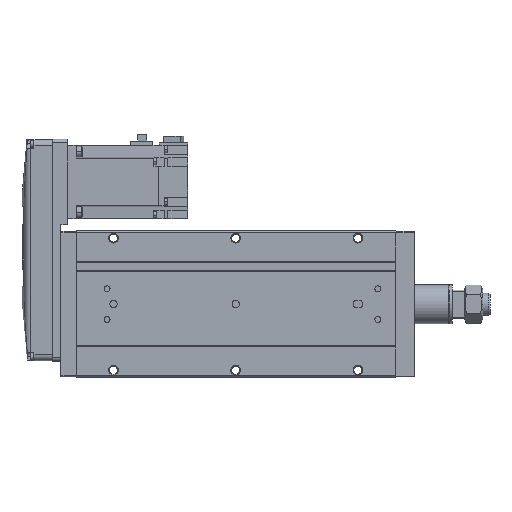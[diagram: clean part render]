
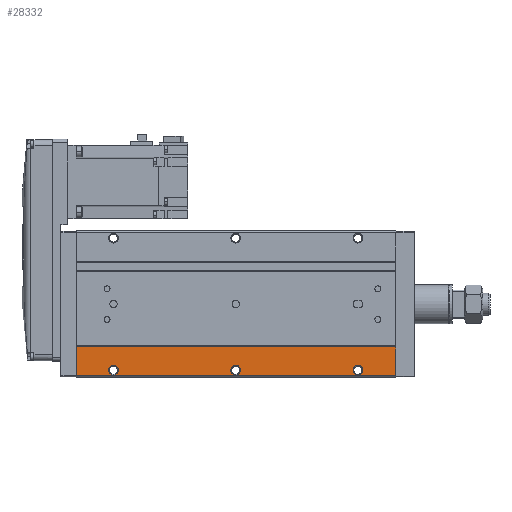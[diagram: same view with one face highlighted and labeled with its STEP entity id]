
A CAD part, front view. The second image highlights one B-rep face of the part: STEP entity #28332.
In plain terms, the highlighted planar face has unit normal (0, -1, 0).
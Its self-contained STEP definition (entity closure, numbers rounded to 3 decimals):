
#170 = DIRECTION ( 'NONE',  ( 0., -1., 0. ) ) ;
#387 = VERTEX_POINT ( 'NONE', #26818 ) ;
#491 = EDGE_CURVE ( 'NONE', #870, #387, #27842, .T. ) ;
#746 = CARTESIAN_POINT ( 'NONE',  ( 261., 0., -35. ) ) ;
#870 = VERTEX_POINT ( 'NONE', #746 ) ;
#1733 = ORIENTED_EDGE ( 'NONE', *, *, #12105, .T. ) ;
#2124 = VERTEX_POINT ( 'NONE', #12896 ) ;
#2183 = DIRECTION ( 'NONE',  ( 1., 0., 0. ) ) ;
#2636 = VERTEX_POINT ( 'NONE', #27492 ) ;
#2643 = LINE ( 'NONE', #3226, #26317 ) ;
#2712 = EDGE_LOOP ( 'NONE', ( #25581, #26641 ) ) ;
#2838 = CARTESIAN_POINT ( 'NONE',  ( 130., 0., -58. ) ) ;
#3132 = CARTESIAN_POINT ( 'NONE',  ( 0., 0., -35. ) ) ;
#3226 = CARTESIAN_POINT ( 'NONE',  ( 261., 0., -58.5 ) ) ;
#3266 = CARTESIAN_POINT ( 'NONE',  ( 230., 0., -58. ) ) ;
#3483 = EDGE_LOOP ( 'NONE', ( #16157, #27083 ) ) ;
#3487 = EDGE_CURVE ( 'NONE', #8703, #23921, #13676, .T. ) ;
#3865 = ORIENTED_EDGE ( 'NONE', *, *, #5667, .T. ) ;
#3947 = DIRECTION ( 'NONE',  ( 0., 1., 0. ) ) ;
#4358 = VERTEX_POINT ( 'NONE', #14168 ) ;
#4714 = EDGE_CURVE ( 'NONE', #23921, #8703, #8040, .T. ) ;
#4842 = AXIS2_PLACEMENT_3D ( 'NONE', #26069, #13300, #13445 ) ;
#5015 = CARTESIAN_POINT ( 'NONE',  ( 230., 0., -50. ) ) ;
#5111 = DIRECTION ( 'NONE',  ( 0., 0., -1. ) ) ;
#5538 = VERTEX_POINT ( 'NONE', #2838 ) ;
#5555 = CIRCLE ( 'NONE', #18159, 4. ) ;
#5667 = EDGE_CURVE ( 'NONE', #24169, #4358, #23009, .T. ) ;
#6582 = DIRECTION ( 'NONE',  ( 0., -1., 0. ) ) ;
#8040 = CIRCLE ( 'NONE', #12257, 4. ) ;
#8438 = CARTESIAN_POINT ( 'NONE',  ( 261., 0., -35. ) ) ;
#8447 = DIRECTION ( 'NONE',  ( 0., -1., 0. ) ) ;
#8495 = EDGE_CURVE ( 'NONE', #2636, #2124, #12368, .T. ) ;
#8625 = CARTESIAN_POINT ( 'NONE',  ( 0., 0., -35. ) ) ;
#8703 = VERTEX_POINT ( 'NONE', #5015 ) ;
#8823 = ORIENTED_EDGE ( 'NONE', *, *, #18062, .F. ) ;
#9223 = DIRECTION ( 'NONE',  ( 0., 0., -1. ) ) ;
#9952 = CARTESIAN_POINT ( 'NONE',  ( 130., 0., -54. ) ) ;
#10045 = AXIS2_PLACEMENT_3D ( 'NONE', #19758, #170, #9223 ) ;
#10656 = DIRECTION ( 'NONE',  ( 0., 0., -1. ) ) ;
#11543 = DIRECTION ( 'NONE',  ( -1., 0., 0. ) ) ;
#12105 = EDGE_CURVE ( 'NONE', #870, #24169, #20731, .T. ) ;
#12257 = AXIS2_PLACEMENT_3D ( 'NONE', #24722, #18394, #5111 ) ;
#12368 = CIRCLE ( 'NONE', #10045, 4. ) ;
#12896 = CARTESIAN_POINT ( 'NONE',  ( 30., 0., -58. ) ) ;
#13091 = CARTESIAN_POINT ( 'NONE',  ( 130., 0., -54. ) ) ;
#13300 = DIRECTION ( 'NONE',  ( 0., -1., 0. ) ) ;
#13445 = DIRECTION ( 'NONE',  ( 0., 0., -1. ) ) ;
#13676 = CIRCLE ( 'NONE', #4842, 4. ) ;
#14168 = CARTESIAN_POINT ( 'NONE',  ( 0., 0., -58.5 ) ) ;
#15087 = ORIENTED_EDGE ( 'NONE', *, *, #8495, .F. ) ;
#16157 = ORIENTED_EDGE ( 'NONE', *, *, #4714, .F. ) ;
#16191 = DIRECTION ( 'NONE',  ( -1., 0., 0. ) ) ;
#16199 = EDGE_LOOP ( 'NONE', ( #3865, #27203, #24719, #1733 ) ) ;
#17232 = CARTESIAN_POINT ( 'NONE',  ( 30., 0., -54. ) ) ;
#18062 = EDGE_CURVE ( 'NONE', #2124, #2636, #22561, .T. ) ;
#18159 = AXIS2_PLACEMENT_3D ( 'NONE', #13091, #21751, #26448 ) ;
#18394 = DIRECTION ( 'NONE',  ( 0., -1., 0. ) ) ;
#18608 = DIRECTION ( 'NONE',  ( 0., 0., -1. ) ) ;
#18815 = AXIS2_PLACEMENT_3D ( 'NONE', #8438, #3947, #2183 ) ;
#18991 = CIRCLE ( 'NONE', #26006, 4. ) ;
#19376 = VECTOR ( 'NONE', #16191, 1000. ) ;
#19575 = FACE_OUTER_BOUND ( 'NONE', #16199, .T. ) ;
#19758 = CARTESIAN_POINT ( 'NONE',  ( 30., 0., -54. ) ) ;
#19913 = EDGE_CURVE ( 'NONE', #20743, #5538, #5555, .T. ) ;
#20694 = EDGE_CURVE ( 'NONE', #5538, #20743, #18991, .T. ) ;
#20731 = LINE ( 'NONE', #23363, #19376 ) ;
#20743 = VERTEX_POINT ( 'NONE', #22373 ) ;
#21246 = DIRECTION ( 'NONE',  ( 0., 0., -1. ) ) ;
#21751 = DIRECTION ( 'NONE',  ( 0., -1., 0. ) ) ;
#21862 = VECTOR ( 'NONE', #18608, 1000. ) ;
#22373 = CARTESIAN_POINT ( 'NONE',  ( 130., 0., -50. ) ) ;
#22561 = CIRCLE ( 'NONE', #26768, 4. ) ;
#23001 = CARTESIAN_POINT ( 'NONE',  ( 261., 0., -35. ) ) ;
#23009 = LINE ( 'NONE', #3132, #24671 ) ;
#23363 = CARTESIAN_POINT ( 'NONE',  ( 261., 0., -35. ) ) ;
#23842 = FACE_BOUND ( 'NONE', #26334, .T. ) ;
#23921 = VERTEX_POINT ( 'NONE', #3266 ) ;
#24169 = VERTEX_POINT ( 'NONE', #8625 ) ;
#24287 = FACE_BOUND ( 'NONE', #2712, .T. ) ;
#24393 = EDGE_CURVE ( 'NONE', #387, #4358, #2643, .T. ) ;
#24671 = VECTOR ( 'NONE', #21246, 1000. ) ;
#24719 = ORIENTED_EDGE ( 'NONE', *, *, #491, .F. ) ;
#24722 = CARTESIAN_POINT ( 'NONE',  ( 230., 0., -54. ) ) ;
#25581 = ORIENTED_EDGE ( 'NONE', *, *, #20694, .F. ) ;
#26006 = AXIS2_PLACEMENT_3D ( 'NONE', #9952, #6582, #10656 ) ;
#26069 = CARTESIAN_POINT ( 'NONE',  ( 230., 0., -54. ) ) ;
#26183 = DIRECTION ( 'NONE',  ( 0., 0., -1. ) ) ;
#26313 = PLANE ( 'NONE',  #18815 ) ;
#26317 = VECTOR ( 'NONE', #11543, 1000. ) ;
#26334 = EDGE_LOOP ( 'NONE', ( #8823, #15087 ) ) ;
#26448 = DIRECTION ( 'NONE',  ( 0., 0., -1. ) ) ;
#26641 = ORIENTED_EDGE ( 'NONE', *, *, #19913, .F. ) ;
#26768 = AXIS2_PLACEMENT_3D ( 'NONE', #17232, #8447, #26183 ) ;
#26818 = CARTESIAN_POINT ( 'NONE',  ( 261., 0., -58.5 ) ) ;
#27083 = ORIENTED_EDGE ( 'NONE', *, *, #3487, .F. ) ;
#27203 = ORIENTED_EDGE ( 'NONE', *, *, #24393, .F. ) ;
#27492 = CARTESIAN_POINT ( 'NONE',  ( 30., 0., -50. ) ) ;
#27842 = LINE ( 'NONE', #23001, #21862 ) ;
#28332 = ADVANCED_FACE ( 'NONE', ( #19575, #23842, #24287, #28527 ), #26313, .F. ) ;
#28527 = FACE_BOUND ( 'NONE', #3483, .T. ) ;
